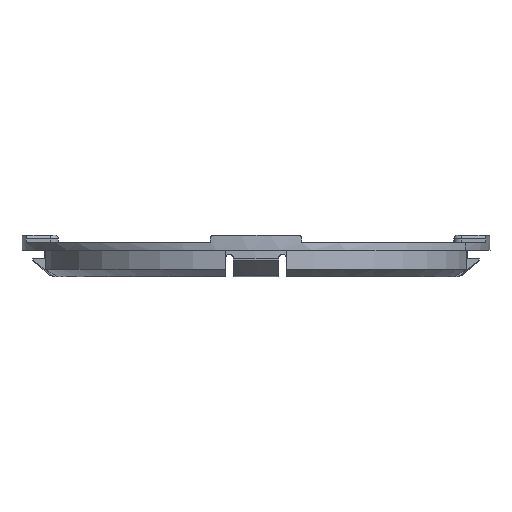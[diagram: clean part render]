
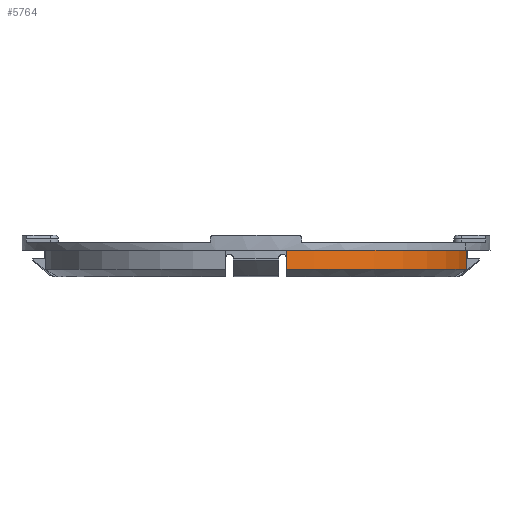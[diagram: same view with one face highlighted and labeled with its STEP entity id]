
A CAD part, front view. The second image highlights one B-rep face of the part: STEP entity #5764.
In plain terms, the highlighted free-form (B-spline) face has degree [1, 2] with [2, 3] control points.
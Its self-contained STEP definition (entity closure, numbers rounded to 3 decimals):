
#5431=CARTESIAN_POINT('',(4.0,-27.713,0.979));
#5432=VERTEX_POINT('',#5431);
#5443=CARTESIAN_POINT('',(4.0,-27.713,3.5));
#5444=VERTEX_POINT('',#5443);
#5445=CARTESIAN_POINT('',(4.0,-27.713,0.979));
#5446=CARTESIAN_POINT('',(4.0,-27.713,3.5));
#5447=QUASI_UNIFORM_CURVE('',1,(#5445,#5446),.UNSPECIFIED.,.F.,.U.);
#5448=EDGE_CURVE('',#5432,#5444,#5447,.T.);
#5696=CARTESIAN_POINT('',(27.713,-4.0,3.5));
#5697=VERTEX_POINT('',#5696);
#5703=CARTESIAN_POINT('',(27.713,-4.0,0.979));
#5704=VERTEX_POINT('',#5703);
#5705=CARTESIAN_POINT('',(27.713,-4.0,0.979));
#5706=CARTESIAN_POINT('',(27.713,-4.0,3.5));
#5707=QUASI_UNIFORM_CURVE('',1,(#5705,#5706),.UNSPECIFIED.,.F.,.U.);
#5708=EDGE_CURVE('',#5704,#5697,#5707,.T.);
#5720=CARTESIAN_POINT('',(3.066,-27.832,3.563));
#5721=CARTESIAN_POINT('',(3.066,-27.832,0.915));
#5722=CARTESIAN_POINT('',(25.976,-25.308,3.563));
#5723=CARTESIAN_POINT('',(25.976,-25.308,0.915));
#5724=CARTESIAN_POINT('',(27.902,-2.34,3.563));
#5725=CARTESIAN_POINT('',(27.902,-2.34,0.915));
#5733=(BOUNDED_SURFACE()B_SPLINE_SURFACE(1,2,((#5720,#5722,#5724),(#5721,#5723,#5725)),.UNSPECIFIED.,.F.,.F.,.U.)B_SPLINE_SURFACE_WITH_KNOTS((2,2),(3,3),(0.0,2.648),(0.0,40.167),.UNSPECIFIED.)GEOMETRIC_REPRESENTATION_ITEM()RATIONAL_B_SPLINE_SURFACE(((1.0,0.769,0.993),(1.0,0.769,0.993)))REPRESENTATION_ITEM('')SURFACE());
#5734=ORIENTED_EDGE('',*,*,#5708,.T.);
#5735=CARTESIAN_POINT('',(27.713,-4.,3.5));
#5736=CARTESIAN_POINT('',(24.722,-24.722,3.5));
#5737=CARTESIAN_POINT('',(4.,-27.713,3.5));
#5745=(BOUNDED_CURVE()B_SPLINE_CURVE(2,(#5735,#5736,#5737),.UNSPECIFIED.,.F.,.U.)CURVE()GEOMETRIC_REPRESENTATION_ITEM()QUASI_UNIFORM_CURVE()RATIONAL_B_SPLINE_CURVE((1.0,0.801,1.0))REPRESENTATION_ITEM(''));
#5746=EDGE_CURVE('',#5697,#5444,#5745,.T.);
#5747=ORIENTED_EDGE('',*,*,#5746,.T.);
#5748=ORIENTED_EDGE('',*,*,#5448,.F.);
#5749=CARTESIAN_POINT('',(27.713,-4.,0.979));
#5750=CARTESIAN_POINT('',(24.722,-24.722,0.979));
#5751=CARTESIAN_POINT('',(4.,-27.713,0.979));
#5759=(BOUNDED_CURVE()B_SPLINE_CURVE(2,(#5749,#5750,#5751),.UNSPECIFIED.,.F.,.U.)CURVE()GEOMETRIC_REPRESENTATION_ITEM()QUASI_UNIFORM_CURVE()RATIONAL_B_SPLINE_CURVE((1.0,0.801,1.0))REPRESENTATION_ITEM(''));
#5760=EDGE_CURVE('',#5704,#5432,#5759,.T.);
#5761=ORIENTED_EDGE('',*,*,#5760,.F.);
#5762=EDGE_LOOP('',(#5734,#5747,#5748,#5761));
#5763=FACE_OUTER_BOUND('',#5762,.T.);
#5764=ADVANCED_FACE('',(#5763),#5733,.T.);
